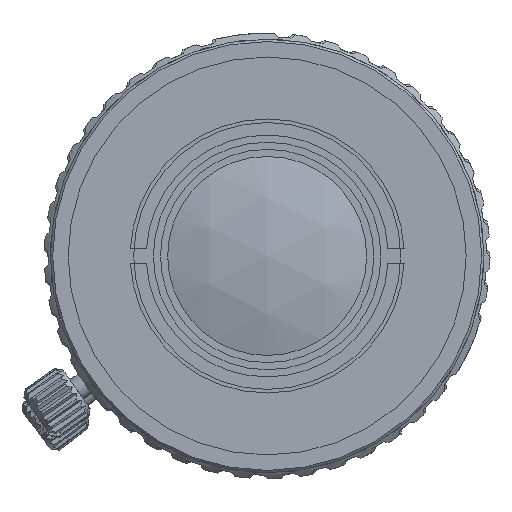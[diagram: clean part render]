
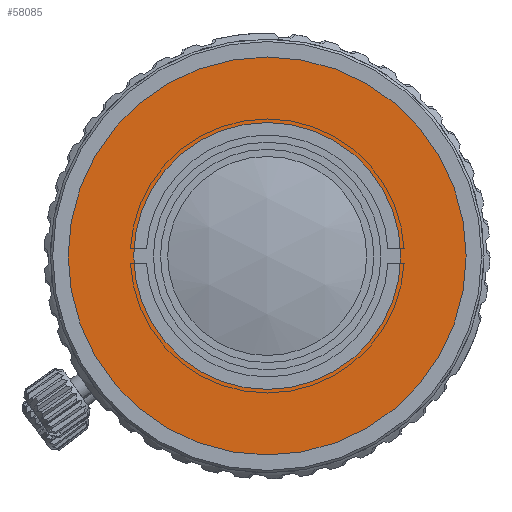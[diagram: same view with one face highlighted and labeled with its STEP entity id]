
A CAD part, left-side view. The second image highlights one B-rep face of the part: STEP entity #58085.
In plain terms, the highlighted planar face has unit normal (-1, 0, 0).
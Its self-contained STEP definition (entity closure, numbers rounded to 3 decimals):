
#57492=CARTESIAN_POINT('',(-28.306,-6.999,0.));
#57493=DIRECTION('',(1.,0.,0.));
#57494=DIRECTION('',(0.,0.,-1.));
#57495=AXIS2_PLACEMENT_3D('',#57492,#57493,#57494);
#57497=CARTESIAN_POINT('',(-28.306,-6.999,0.));
#57498=DIRECTION('',(1.,0.,0.));
#57499=DIRECTION('',(0.,0.,1.));
#57500=AXIS2_PLACEMENT_3D('',#57497,#57498,#57499);
#57502=CARTESIAN_POINT('',(-28.306,-6.999,0.));
#57503=DIRECTION('',(-1.,0.,0.));
#57504=DIRECTION('',(0.,0.,-1.));
#57505=AXIS2_PLACEMENT_3D('',#57502,#57503,#57504);
#57507=CARTESIAN_POINT('',(-28.306,-6.999,0.));
#57508=DIRECTION('',(-1.,0.,0.));
#57509=DIRECTION('',(0.,0.,1.));
#57510=AXIS2_PLACEMENT_3D('',#57507,#57508,#57509);
#57559=CARTESIAN_POINT('',(-28.306,-6.999,11.2));
#57560=VERTEX_POINT('',#57559);
#57561=CARTESIAN_POINT('',(-28.306,-6.999,-11.2));
#57562=VERTEX_POINT('',#57561);
#57642=CARTESIAN_POINT('',(-28.306,-6.999,17.2));
#57643=CARTESIAN_POINT('',(-28.306,-6.999,-17.2));
#57644=VERTEX_POINT('',#57642);
#57645=VERTEX_POINT('',#57643);
#58070=CARTESIAN_POINT('',(-28.306,-6.999,0.));
#58071=DIRECTION('',(-1.,0.,0.));
#58072=DIRECTION('',(0.,0.,1.));
#58073=AXIS2_PLACEMENT_3D('',#58070,#58071,#58072);
#58074=PLANE('',#58073);
#58076=ORIENTED_EDGE('',*,*,#58075,.T.);
#58077=ORIENTED_EDGE('',*,*,#58060,.T.);
#58078=EDGE_LOOP('',(#58076,#58077));
#58079=FACE_OUTER_BOUND('',#58078,.F.);
#58080=ORIENTED_EDGE('',*,*,#57655,.T.);
#58082=ORIENTED_EDGE('',*,*,#58081,.T.);
#58083=EDGE_LOOP('',(#58080,#58082));
#58084=FACE_BOUND('',#58083,.F.);
#57496=CIRCLE('',#57495,17.2);
#57501=CIRCLE('',#57500,17.2);
#57506=CIRCLE('',#57505,11.2);
#57511=CIRCLE('',#57510,11.2);
#57655=EDGE_CURVE('',#57562,#57560,#57506,.T.);
#58060=EDGE_CURVE('',#57644,#57645,#57501,.T.);
#58075=EDGE_CURVE('',#57645,#57644,#57496,.T.);
#58081=EDGE_CURVE('',#57560,#57562,#57511,.T.);
#58085=ADVANCED_FACE('',(#58079,#58084),#58074,.T.);
